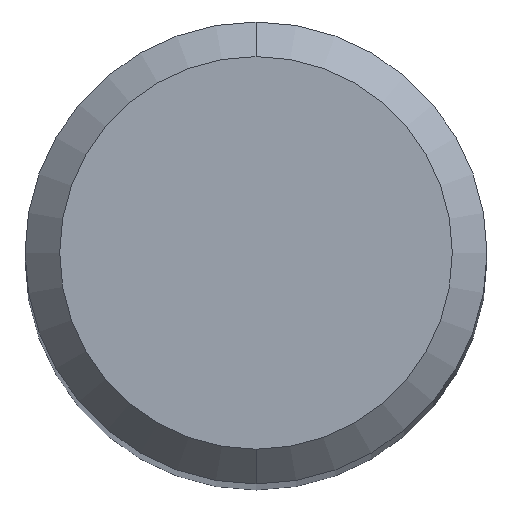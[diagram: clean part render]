
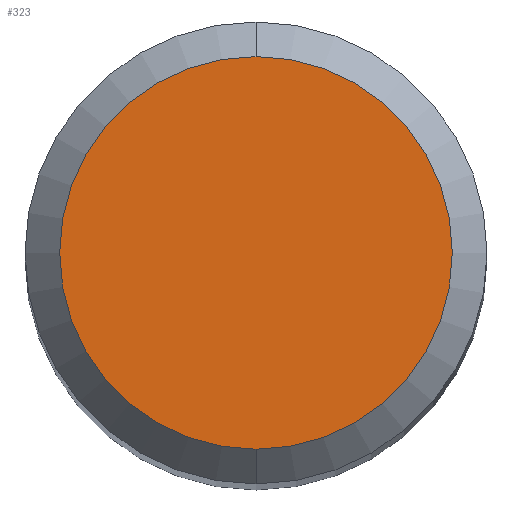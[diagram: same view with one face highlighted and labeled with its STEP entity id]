
A CAD part, top view. The second image highlights one B-rep face of the part: STEP entity #323.
In plain terms, the highlighted planar face has unit normal (0, 0, 1).
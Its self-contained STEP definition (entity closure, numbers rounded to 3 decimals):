
#183=EDGE_CURVE('',#315,#317,#490,.T.);
#315=VERTEX_POINT('',#634);
#317=VERTEX_POINT('',#636);
#323=ADVANCED_FACE('',(#643),#644,.T.);
#443=EDGE_CURVE('',#317,#315,#778,.T.);
#490=CIRCLE('',#830,1.7);
#634=CARTESIAN_POINT('',(0.0,1.7,0.0));
#636=CARTESIAN_POINT('',(0.,-1.7,0.0));
#643=FACE_OUTER_BOUND('',#1187,.T.);
#644=PLANE('',#1188);
#778=CIRCLE('',#1399,1.7);
#830=AXIS2_PLACEMENT_3D('',#1445,#1446,#1447);
#1187=EDGE_LOOP('',(#1616,#1617));
#1188=AXIS2_PLACEMENT_3D('',#1618,#1619,#1620);
#1399=AXIS2_PLACEMENT_3D('',#1783,#1784,#1785);
#1445=CARTESIAN_POINT('',(0.0,0.0,0.0));
#1446=DIRECTION('',(0.0,0.0,-1.0));
#1447=DIRECTION('',(0.0,1.0,0.0));
#1616=ORIENTED_EDGE('',*,*,#183,.F.);
#1617=ORIENTED_EDGE('',*,*,#443,.F.);
#1618=CARTESIAN_POINT('',(0.0,0.85,0.0));
#1619=DIRECTION('',(-0.0,0.0,1.0));
#1620=DIRECTION('',(0.0,-1.0,0.0));
#1783=CARTESIAN_POINT('',(0.0,0.0,0.0));
#1784=DIRECTION('',(0.0,0.0,-1.0));
#1785=DIRECTION('',(0.0,1.0,0.0));
